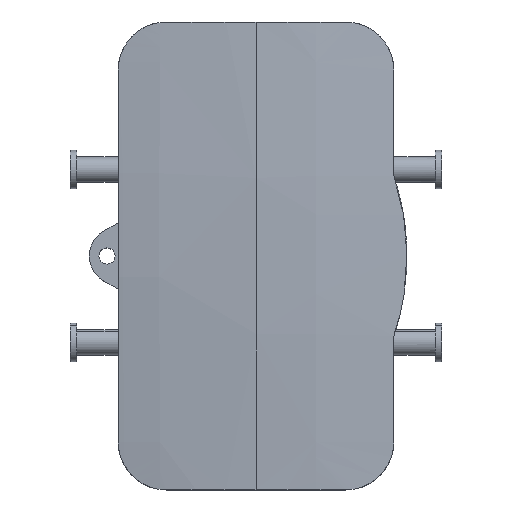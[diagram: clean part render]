
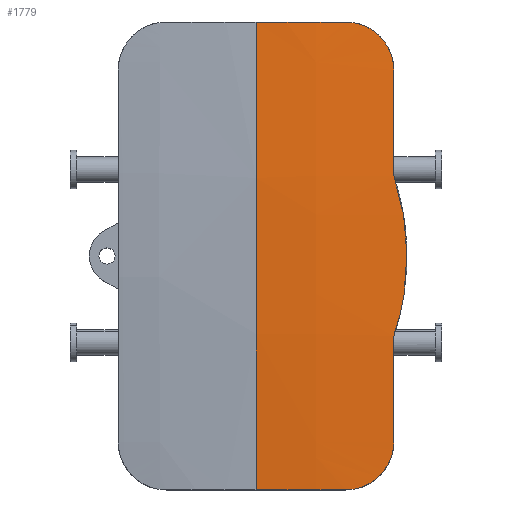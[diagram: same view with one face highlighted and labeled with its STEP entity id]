
A CAD part, top view. The second image highlights one B-rep face of the part: STEP entity #1779.
In plain terms, the highlighted face is a revolution surface.
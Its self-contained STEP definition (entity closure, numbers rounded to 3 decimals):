
#559=AXIS2_PLACEMENT_3D('Circle Axis2P3D',#557,#558,$) ;
#815=AXIS2_PLACEMENT_3D('Circle Axis2P3D',#813,#814,$) ;
#554=CARTESIAN_POINT('Vertex',(29.,73.,18.389)) ;
#557=CARTESIAN_POINT('Axis2P3D Location',(29.,73.,-130.5)) ;
#561=CARTESIAN_POINT('Vertex',(43.,73.,17.729)) ;
#583=CARTESIAN_POINT('Control Point',(50.5,65.5,17.243)) ;
#584=CARTESIAN_POINT('Control Point',(50.5,67.859,17.127)) ;
#585=CARTESIAN_POINT('Control Point',(49.575,70.229,17.134)) ;
#586=CARTESIAN_POINT('Control Point',(47.697,72.085,17.295)) ;
#587=CARTESIAN_POINT('Control Point',(45.35,73.,17.507)) ;
#588=CARTESIAN_POINT('Control Point',(43.,73.,17.729)) ;
#589=CARTESIAN_POINT('Vertex',(50.5,65.5,17.243)) ;
#631=CARTESIAN_POINT('Control Point',(50.5,65.5,17.243)) ;
#632=CARTESIAN_POINT('Control Point',(50.5,62.202,17.404)) ;
#633=CARTESIAN_POINT('Control Point',(50.5,58.903,17.542)) ;
#634=CARTESIAN_POINT('Control Point',(50.5,55.602,17.658)) ;
#635=CARTESIAN_POINT('Control Point',(50.5,52.301,17.75)) ;
#636=CARTESIAN_POINT('Control Point',(50.5,49.,17.82)) ;
#637=CARTESIAN_POINT('Vertex',(50.5,49.,17.819)) ;
#747=CARTESIAN_POINT('Vertex',(50.5,24.,17.82)) ;
#751=CARTESIAN_POINT('Control Point',(50.5,7.5,17.243)) ;
#752=CARTESIAN_POINT('Control Point',(50.5,10.798,17.404)) ;
#753=CARTESIAN_POINT('Control Point',(50.5,14.097,17.542)) ;
#754=CARTESIAN_POINT('Control Point',(50.5,17.398,17.658)) ;
#755=CARTESIAN_POINT('Control Point',(50.5,20.699,17.75)) ;
#756=CARTESIAN_POINT('Control Point',(50.5,24.,17.82)) ;
#757=CARTESIAN_POINT('Vertex',(50.5,7.5,17.243)) ;
#787=CARTESIAN_POINT('Control Point',(50.5,7.5,17.243)) ;
#788=CARTESIAN_POINT('Control Point',(50.5,5.141,17.127)) ;
#789=CARTESIAN_POINT('Control Point',(49.575,2.771,17.134)) ;
#790=CARTESIAN_POINT('Control Point',(47.697,0.915,17.295)) ;
#791=CARTESIAN_POINT('Control Point',(45.35,0.,17.507)) ;
#792=CARTESIAN_POINT('Control Point',(43.,0.,17.729)) ;
#793=CARTESIAN_POINT('Vertex',(43.,0.,17.729)) ;
#813=CARTESIAN_POINT('Axis2P3D Location',(29.,0.,-130.5)) ;
#817=CARTESIAN_POINT('Vertex',(29.,0.,18.389)) ;
#1739=CARTESIAN_POINT('Control Point',(29.,0.,18.389)) ;
#1740=CARTESIAN_POINT('Control Point',(29.,24.303,19.87)) ;
#1741=CARTESIAN_POINT('Control Point',(29.,48.697,19.87)) ;
#1742=CARTESIAN_POINT('Control Point',(29.,73.,18.389)) ;
#1754=CARTESIAN_POINT('Control Point',(29.,-0.021,18.387)) ;
#1755=CARTESIAN_POINT('Control Point',(29.,24.296,19.87)) ;
#1756=CARTESIAN_POINT('Control Point',(29.,48.704,19.87)) ;
#1757=CARTESIAN_POINT('Control Point',(29.,73.021,18.387)) ;
#1758=CARTESIAN_POINT('Axis1P Location',(29.,36.5,-130.5)) ;
#1763=CARTESIAN_POINT('Control Point',(50.5,49.,17.819)) ;
#1764=CARTESIAN_POINT('Control Point',(52.539,42.973,17.651)) ;
#1765=CARTESIAN_POINT('Control Point',(53.268,36.5,17.562)) ;
#1766=CARTESIAN_POINT('Control Point',(52.539,30.027,17.651)) ;
#1767=CARTESIAN_POINT('Control Point',(50.5,24.,17.819)) ;
#558=DIRECTION('Axis2P3D Direction',(0.,-1.,0.)) ;
#814=DIRECTION('Axis2P3D Direction',(0.,-1.,0.)) ;
#1759=DIRECTION('Axis1P Direction',(0.,-1.,0.)) ;
#1760=AXIS1_PLACEMENT('Revolution Surface Axis1P',#1758,#1759) ;
#1770=ORIENTED_EDGE('',*,*,#1743,.F.) ;
#1771=ORIENTED_EDGE('',*,*,#819,.F.) ;
#1772=ORIENTED_EDGE('',*,*,#795,.F.) ;
#1773=ORIENTED_EDGE('',*,*,#759,.T.) ;
#1774=ORIENTED_EDGE('',*,*,#1768,.F.) ;
#1775=ORIENTED_EDGE('',*,*,#639,.F.) ;
#1776=ORIENTED_EDGE('',*,*,#591,.F.) ;
#1777=ORIENTED_EDGE('',*,*,#563,.T.) ;
#1779=ADVANCED_FACE('Housing',(#1778),#1761,.F.) ;
#582=B_SPLINE_CURVE_WITH_KNOTS('',5,(#583,#584,#585,#586,#587,#588),.UNSPECIFIED.,.F.,.U.,(6,6),(0.,17.152),.UNSPECIFIED.) ;
#630=B_SPLINE_CURVE_WITH_KNOTS('',5,(#631,#632,#633,#634,#635,#636),.UNSPECIFIED.,.F.,.U.,(6,6),(0.,23.349),.UNSPECIFIED.) ;
#750=B_SPLINE_CURVE_WITH_KNOTS('',5,(#751,#752,#753,#754,#755,#756),.UNSPECIFIED.,.F.,.U.,(6,6),(0.,23.349),.UNSPECIFIED.) ;
#786=B_SPLINE_CURVE_WITH_KNOTS('',5,(#787,#788,#789,#790,#791,#792),.UNSPECIFIED.,.F.,.U.,(6,6),(0.,17.152),.UNSPECIFIED.) ;
#1738=B_SPLINE_CURVE_WITH_KNOTS('',3,(#1739,#1740,#1741,#1742),.UNSPECIFIED.,.F.,.U.,(4,4),(905.955,979.046),.UNSPECIFIED.) ;
#1753=B_SPLINE_CURVE_WITH_KNOTS('',3,(#1754,#1755,#1756,#1757),.UNSPECIFIED.,.F.,.U.,(4,4),(905.934,979.067),.UNSPECIFIED.) ;
#1762=B_SPLINE_CURVE_WITH_KNOTS('',4,(#1763,#1764,#1765,#1766,#1767),.UNSPECIFIED.,.F.,.U.,(5,5),(0.,36.221),.UNSPECIFIED.) ;
#560=CIRCLE('generated circle',#559,148.889) ;
#816=CIRCLE('generated circle',#815,148.889) ;
#563=EDGE_CURVE('',#562,#555,#560,.T.) ;
#591=EDGE_CURVE('',#562,#590,#582,.F.) ;
#639=EDGE_CURVE('',#590,#638,#630,.T.) ;
#759=EDGE_CURVE('',#758,#748,#750,.T.) ;
#795=EDGE_CURVE('',#758,#794,#786,.T.) ;
#819=EDGE_CURVE('',#794,#818,#816,.T.) ;
#1743=EDGE_CURVE('',#818,#555,#1738,.T.) ;
#1768=EDGE_CURVE('',#638,#748,#1762,.T.) ;
#1769=EDGE_LOOP('',(#1770,#1771,#1772,#1773,#1774,#1775,#1776,#1777)) ;
#1778=FACE_OUTER_BOUND('',#1769,.T.) ;
#1761=SURFACE_OF_REVOLUTION('Surface of Revolution',#1753,#1760) ;
#555=VERTEX_POINT('',#554) ;
#562=VERTEX_POINT('',#561) ;
#590=VERTEX_POINT('',#589) ;
#638=VERTEX_POINT('',#637) ;
#748=VERTEX_POINT('',#747) ;
#758=VERTEX_POINT('',#757) ;
#794=VERTEX_POINT('',#793) ;
#818=VERTEX_POINT('',#817) ;
